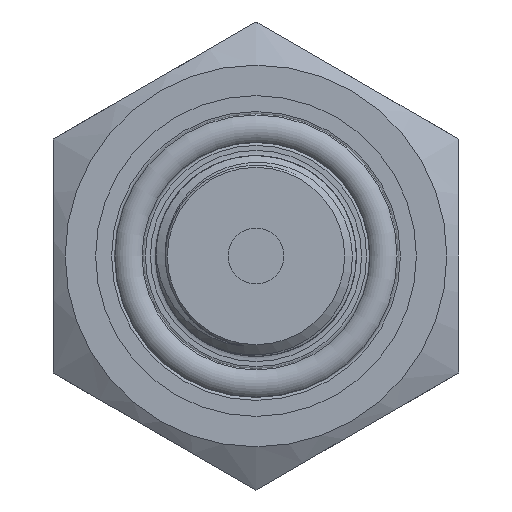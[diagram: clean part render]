
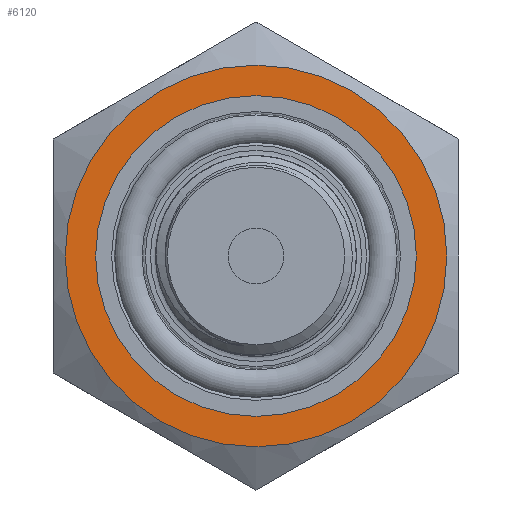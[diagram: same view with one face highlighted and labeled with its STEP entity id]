
A CAD part, left-side view. The second image highlights one B-rep face of the part: STEP entity #6120.
In plain terms, the highlighted planar face has unit normal (-1, 0, 0).
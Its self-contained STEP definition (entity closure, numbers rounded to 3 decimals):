
#329=FACE_BOUND('',#1087,.T.);
#365=PLANE('',#6363);
#710=FACE_OUTER_BOUND('',#1086,.T.);
#1086=EDGE_LOOP('',(#5635));
#1087=EDGE_LOOP('',(#5636));
#1155=CIRCLE('',#6303,11.3);
#1188=CIRCLE('',#6362,9.5);
#2880=VERTEX_POINT('',#14634);
#2917=VERTEX_POINT('',#16522);
#3764=EDGE_CURVE('',#2880,#2880,#1155,.T.);
#3827=EDGE_CURVE('',#2917,#2917,#1188,.T.);
#5635=ORIENTED_EDGE('',*,*,#3764,.T.);
#5636=ORIENTED_EDGE('',*,*,#3827,.T.);
#6120=ADVANCED_FACE('',(#710,#329),#365,.T.);
#6303=AXIS2_PLACEMENT_3D('',#14635,#6921,#6922);
#6362=AXIS2_PLACEMENT_3D('',#16523,#7051,#7052);
#6363=AXIS2_PLACEMENT_3D('',#16525,#7054,#7055);
#6921=DIRECTION('center_axis',(-1.,0.,0.));
#6922=DIRECTION('ref_axis',(0.,1.,0.));
#7051=DIRECTION('center_axis',(1.,0.,0.));
#7052=DIRECTION('ref_axis',(0.,0.,-1.));
#7054=DIRECTION('center_axis',(-1.,0.,0.));
#7055=DIRECTION('ref_axis',(0.,0.,1.));
#14634=CARTESIAN_POINT('',(14.,-11.3,0.));
#14635=CARTESIAN_POINT('Origin',(14.,0.,0.));
#16522=CARTESIAN_POINT('',(14.,-9.5,0.));
#16523=CARTESIAN_POINT('Origin',(14.,0.,0.));
#16525=CARTESIAN_POINT('Origin',(14.,12.,0.));
